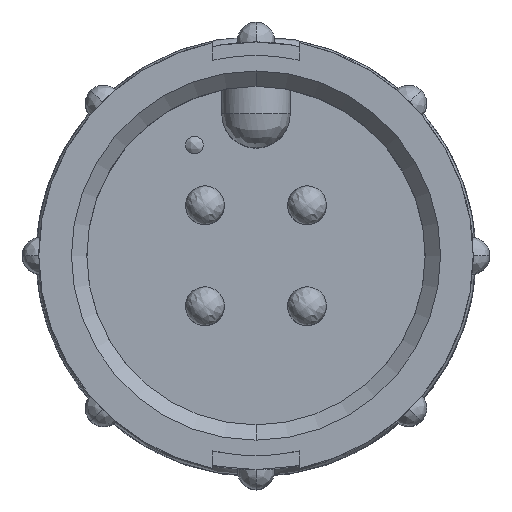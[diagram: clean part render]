
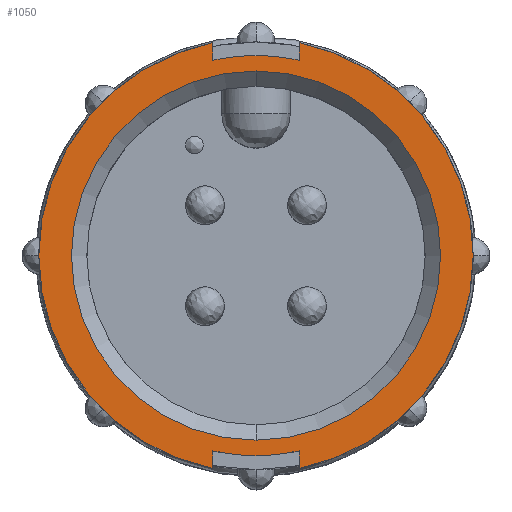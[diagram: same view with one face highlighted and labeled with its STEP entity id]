
A CAD part, top view. The second image highlights one B-rep face of the part: STEP entity #1050.
In plain terms, the highlighted planar face has unit normal (0, 0, 1).
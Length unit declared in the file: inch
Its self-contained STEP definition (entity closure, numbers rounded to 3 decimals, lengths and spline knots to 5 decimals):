
#98 = CARTESIAN_POINT ( 'NONE',  ( -0.07, 0.31737, 0. ) ) ;
#111 = CIRCLE ( 'NONE', #5481, 0.353 ) ;
#181 = EDGE_CURVE ( 'NONE', #4076, #2994, #1543, .T. ) ;
#186 = VERTEX_POINT ( 'NONE', #3641 ) ;
#262 = DIRECTION ( 'NONE',  ( 0., -1., 0. ) ) ;
#293 = DIRECTION ( 'NONE',  ( 0., 0., -1. ) ) ;
#304 = CARTESIAN_POINT ( 'NONE',  ( 0., 0., 0. ) ) ;
#312 = LINE ( 'NONE', #1645, #6783 ) ;
#319 = LINE ( 'NONE', #5571, #2027 ) ;
#324 = LINE ( 'NONE', #1930, #6796 ) ;
#342 = DIRECTION ( 'NONE',  ( 0., 1., 0. ) ) ;
#348 = VERTEX_POINT ( 'NONE', #6194 ) ;
#372 = CARTESIAN_POINT ( 'NONE',  ( 0.07, 0.3, 0. ) ) ;
#376 = DIRECTION ( 'NONE',  ( 0., -1., 0. ) ) ;
#690 = VERTEX_POINT ( 'NONE', #1381 ) ;
#772 = CARTESIAN_POINT ( 'NONE',  ( 0., 0., 0. ) ) ;
#790 = ORIENTED_EDGE ( 'NONE', *, *, #1285, .F. ) ;
#826 = EDGE_CURVE ( 'NONE', #6426, #2972, #5050, .T. ) ;
#932 = CIRCLE ( 'NONE', #7306, 0.325 ) ;
#1050 = ADVANCED_FACE ( 'NONE', ( #1147, #6099 ), #3556, .F. ) ;
#1103 = EDGE_CURVE ( 'NONE', #2994, #4370, #932, .T. ) ;
#1147 = FACE_OUTER_BOUND ( 'NONE', #7051, .T. ) ;
#1285 = EDGE_CURVE ( 'NONE', #186, #690, #319, .T. ) ;
#1325 = EDGE_CURVE ( 'NONE', #3203, #348, #111, .T. ) ;
#1381 = CARTESIAN_POINT ( 'NONE',  ( -0.07, -0.34599, 0. ) ) ;
#1476 = CARTESIAN_POINT ( 'NONE',  ( 0., 0.325, 0. ) ) ;
#1543 = CIRCLE ( 'NONE', #7401, 0.325 ) ;
#1605 = DIRECTION ( 'NONE',  ( 0., 1., 0. ) ) ;
#1645 = CARTESIAN_POINT ( 'NONE',  ( 0.07, 0.3, 0. ) ) ;
#1659 = DIRECTION ( 'NONE',  ( 0., 1., 0. ) ) ;
#1664 = DIRECTION ( 'NONE',  ( 0., 0., -1. ) ) ;
#1682 = CARTESIAN_POINT ( 'NONE',  ( 0., 0., 0. ) ) ;
#1737 = CARTESIAN_POINT ( 'NONE',  ( 0., -0.3, 0. ) ) ;
#1755 = DIRECTION ( 'NONE',  ( 0., -1., 0. ) ) ;
#1930 = CARTESIAN_POINT ( 'NONE',  ( -0.07, 0.3, 0. ) ) ;
#2012 = CARTESIAN_POINT ( 'NONE',  ( 0., 0.3, 0. ) ) ;
#2027 = VECTOR ( 'NONE', #376, 39.37008 ) ;
#2589 = ORIENTED_EDGE ( 'NONE', *, *, #2974, .F. ) ;
#2972 = VERTEX_POINT ( 'NONE', #2012 ) ;
#2974 = EDGE_CURVE ( 'NONE', #4822, #4076, #324, .T. ) ;
#2980 = CARTESIAN_POINT ( 'NONE',  ( 0.07, 0.34599, 0. ) ) ;
#2994 = VERTEX_POINT ( 'NONE', #1476 ) ;
#2997 = ORIENTED_EDGE ( 'NONE', *, *, #1103, .F. ) ;
#3203 = VERTEX_POINT ( 'NONE', #2980 ) ;
#3217 = EDGE_LOOP ( 'NONE', ( #7347, #5779 ) ) ;
#3319 = LINE ( 'NONE', #372, #7992 ) ;
#3338 = CARTESIAN_POINT ( 'NONE',  ( 0.07, -0.31737, 0. ) ) ;
#3464 = CARTESIAN_POINT ( 'NONE',  ( 0., 0.3, 0. ) ) ;
#3556 = PLANE ( 'NONE',  #5623 ) ;
#3582 = DIRECTION ( 'NONE',  ( 0., 0., -1. ) ) ;
#3615 = CIRCLE ( 'NONE', #4670, 0.325 ) ;
#3641 = CARTESIAN_POINT ( 'NONE',  ( -0.07, -0.31737, 0. ) ) ;
#3948 = AXIS2_PLACEMENT_3D ( 'NONE', #304, #293, #262 ) ;
#4076 = VERTEX_POINT ( 'NONE', #98 ) ;
#4154 = CIRCLE ( 'NONE', #7996, 0.353 ) ;
#4178 = CARTESIAN_POINT ( 'NONE',  ( 0., 0., 0. ) ) ;
#4362 = ORIENTED_EDGE ( 'NONE', *, *, #181, .F. ) ;
#4370 = VERTEX_POINT ( 'NONE', #7108 ) ;
#4401 = DIRECTION ( 'NONE',  ( 0., -1., 0. ) ) ;
#4408 = DIRECTION ( 'NONE',  ( 0., 0., 1. ) ) ;
#4419 = CARTESIAN_POINT ( 'NONE',  ( 0., 0., 0. ) ) ;
#4436 = ORIENTED_EDGE ( 'NONE', *, *, #7766, .F. ) ;
#4670 = AXIS2_PLACEMENT_3D ( 'NONE', #6582, #6557, #6527 ) ;
#4720 = DIRECTION ( 'NONE',  ( 0., 0., -1. ) ) ;
#4725 = DIRECTION ( 'NONE',  ( 0., -1., 0. ) ) ;
#4750 = DIRECTION ( 'NONE',  ( 0., 1., 0. ) ) ;
#4822 = VERTEX_POINT ( 'NONE', #7562 ) ;
#4894 = VERTEX_POINT ( 'NONE', #7246 ) ;
#5050 = CIRCLE ( 'NONE', #7471, 0.3 ) ;
#5157 = EDGE_CURVE ( 'NONE', #2972, #6426, #6887, .T. ) ;
#5346 = CARTESIAN_POINT ( 'NONE',  ( 0., 0., 0. ) ) ;
#5399 = DIRECTION ( 'NONE',  ( 0., 0., -1. ) ) ;
#5417 = DIRECTION ( 'NONE',  ( 0., -1., 0. ) ) ;
#5481 = AXIS2_PLACEMENT_3D ( 'NONE', #772, #5767, #5708 ) ;
#5510 = CIRCLE ( 'NONE', #3948, 0.325 ) ;
#5571 = CARTESIAN_POINT ( 'NONE',  ( -0.07, 0.3, 0. ) ) ;
#5573 = ORIENTED_EDGE ( 'NONE', *, *, #7253, .F. ) ;
#5596 = EDGE_CURVE ( 'NONE', #7760, #4894, #5510, .T. ) ;
#5623 = AXIS2_PLACEMENT_3D ( 'NONE', #3464, #4720, #4750 ) ;
#5708 = DIRECTION ( 'NONE',  ( -1., 0., 0. ) ) ;
#5767 = DIRECTION ( 'NONE',  ( 0., 0., -1. ) ) ;
#5779 = ORIENTED_EDGE ( 'NONE', *, *, #5157, .F. ) ;
#5881 = AXIS2_PLACEMENT_3D ( 'NONE', #4419, #4408, #4401 ) ;
#6099 = FACE_BOUND ( 'NONE', #3217, .T. ) ;
#6122 = ORIENTED_EDGE ( 'NONE', *, *, #6825, .F. ) ;
#6194 = CARTESIAN_POINT ( 'NONE',  ( 0.07, -0.34599, 0. ) ) ;
#6312 = CARTESIAN_POINT ( 'NONE',  ( 0., 0., 0. ) ) ;
#6339 = DIRECTION ( 'NONE',  ( 0., 0., 1. ) ) ;
#6369 = DIRECTION ( 'NONE',  ( 0., -1., 0. ) ) ;
#6373 = ORIENTED_EDGE ( 'NONE', *, *, #7304, .F. ) ;
#6426 = VERTEX_POINT ( 'NONE', #1737 ) ;
#6527 = DIRECTION ( 'NONE',  ( 0., -1., 0. ) ) ;
#6557 = DIRECTION ( 'NONE',  ( 0., 0., -1. ) ) ;
#6582 = CARTESIAN_POINT ( 'NONE',  ( 0., 0., 0. ) ) ;
#6783 = VECTOR ( 'NONE', #1659, 39.37008 ) ;
#6796 = VECTOR ( 'NONE', #1755, 39.37008 ) ;
#6825 = EDGE_CURVE ( 'NONE', #4894, #186, #3615, .T. ) ;
#6887 = CIRCLE ( 'NONE', #5881, 0.3 ) ;
#7051 = EDGE_LOOP ( 'NONE', ( #5573, #2997, #4362, #2589, #4436, #790, #6122, #7429, #6373, #7557 ) ) ;
#7108 = CARTESIAN_POINT ( 'NONE',  ( 0.07, 0.31737, 0. ) ) ;
#7246 = CARTESIAN_POINT ( 'NONE',  ( 0., -0.325, 0. ) ) ;
#7253 = EDGE_CURVE ( 'NONE', #4370, #3203, #312, .T. ) ;
#7304 = EDGE_CURVE ( 'NONE', #348, #7760, #3319, .T. ) ;
#7306 = AXIS2_PLACEMENT_3D ( 'NONE', #5346, #5399, #5417 ) ;
#7347 = ORIENTED_EDGE ( 'NONE', *, *, #826, .F. ) ;
#7401 = AXIS2_PLACEMENT_3D ( 'NONE', #4178, #3582, #4725 ) ;
#7429 = ORIENTED_EDGE ( 'NONE', *, *, #5596, .F. ) ;
#7471 = AXIS2_PLACEMENT_3D ( 'NONE', #6312, #6339, #6369 ) ;
#7557 = ORIENTED_EDGE ( 'NONE', *, *, #1325, .F. ) ;
#7562 = CARTESIAN_POINT ( 'NONE',  ( -0.07, 0.34599, 0. ) ) ;
#7760 = VERTEX_POINT ( 'NONE', #3338 ) ;
#7766 = EDGE_CURVE ( 'NONE', #690, #4822, #4154, .T. ) ;
#7992 = VECTOR ( 'NONE', #342, 39.37008 ) ;
#7996 = AXIS2_PLACEMENT_3D ( 'NONE', #1682, #1664, #1605 ) ;
